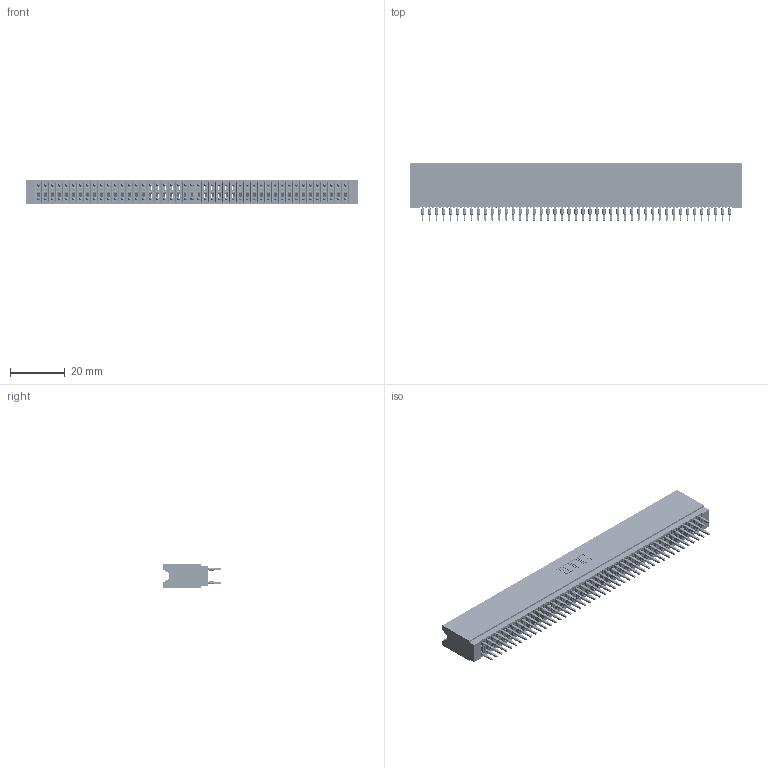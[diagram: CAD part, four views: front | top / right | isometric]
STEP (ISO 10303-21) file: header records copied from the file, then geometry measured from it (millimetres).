
FILE_DESCRIPTION (( 'STEP AP203' ), '1' );
FILE_NAME ('745-090-560-206.STEP', '2026-02-26T22:32:06', ( '' ), ( '' ), 'SwSTEP 2.0', 'SolidWorks 2023', '' );
FILE_SCHEMA (( 'CONFIG_CONTROL_DESIGN' ));
Length unit declared in the file: millimetre
Products named in the file (3): 745 Part_Insulator Option - 06; 745-292-001_560; 745-090-560-206
Assembly tree (91 placements, depth 2):
  745-090-560-206
    745 Part_Insulator Option - 06
    745-292-001_560  x90
Bounding box: 120.9 x 21.22 x 8.89 mm (x, y, z)
Volume: 11180.5 mm3; surface area: 24245.5 mm2
Topology: 91 solids, 91 shells, 8961 faces, 24515 edges, 15562 vertices
Faces by surface type: plane 4646, cylinder 1975, bspline 1800, torus 540
Entity records: 75692 total; most frequent: CARTESIAN_POINT 13632, ORIENTED_EDGE 13074, DIRECTION 11423, EDGE_CURVE 6537, LINE 6077, VECTOR 6077, VERTEX_POINT 4170, AXIS2_PLACEMENT_3D 2673
